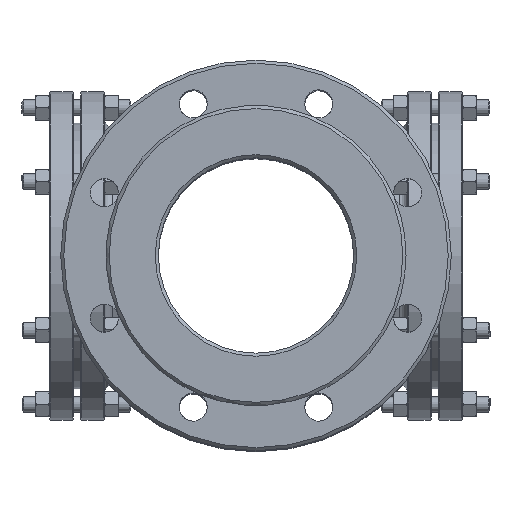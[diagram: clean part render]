
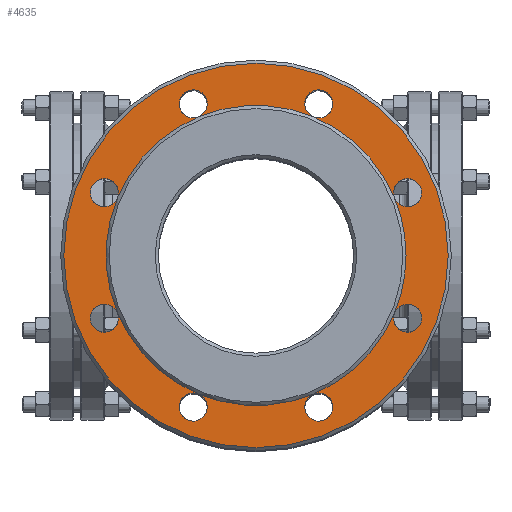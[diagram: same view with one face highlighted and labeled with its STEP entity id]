
A CAD part, top view. The second image highlights one B-rep face of the part: STEP entity #4635.
In plain terms, the highlighted planar face has unit normal (0, 0, 1).
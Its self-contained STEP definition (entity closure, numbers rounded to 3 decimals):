
#321=FACE_BOUND('',#1017,.T.);
#414=PLANE('',#5237);
#682=FACE_OUTER_BOUND('',#1016,.T.);
#1016=EDGE_LOOP('',(#3991));
#1017=EDGE_LOOP('',(#3992,#3993,#3994,#3995,#3996,#3997,#3998,#3999,#4000,
#4001,#4002,#4003,#4004,#4005,#4006,#4007,#4008,#4009,#4010,#4011,#4012,
#4013,#4014,#4015,#4016));
#1110=CIRCLE('',#4840,9.);
#1112=CIRCLE('',#4842,9.);
#1113=CIRCLE('',#4844,9.);
#1115=CIRCLE('',#4846,9.);
#1116=CIRCLE('',#4848,9.);
#1118=CIRCLE('',#4850,9.);
#1119=CIRCLE('',#4852,9.);
#1121=CIRCLE('',#4854,9.);
#1224=CIRCLE('',#5019,9.);
#1225=CIRCLE('',#5020,9.);
#1227=CIRCLE('',#5023,9.);
#1228=CIRCLE('',#5024,9.);
#1230=CIRCLE('',#5027,9.);
#1231=CIRCLE('',#5028,9.);
#1233=CIRCLE('',#5031,9.);
#1234=CIRCLE('',#5032,9.);
#1329=CIRCLE('',#5190,96.);
#1330=CIRCLE('',#5191,96.);
#1331=CIRCLE('',#5192,96.);
#1333=CIRCLE('',#5194,96.);
#1334=CIRCLE('',#5195,96.);
#1335=CIRCLE('',#5196,96.);
#1336=CIRCLE('',#5197,96.);
#1337=CIRCLE('',#5198,96.);
#1338=CIRCLE('',#5199,96.);
#1362=CIRCLE('',#5238,123.);
#1994=VERTEX_POINT('',#7945);
#1995=VERTEX_POINT('',#7946);
#1997=VERTEX_POINT('',#7953);
#1998=VERTEX_POINT('',#7954);
#2000=VERTEX_POINT('',#7961);
#2001=VERTEX_POINT('',#7962);
#2003=VERTEX_POINT('',#7969);
#2004=VERTEX_POINT('',#7970);
#2111=VERTEX_POINT('',#8957);
#2112=VERTEX_POINT('',#8958);
#2114=VERTEX_POINT('',#8965);
#2115=VERTEX_POINT('',#8966);
#2117=VERTEX_POINT('',#8973);
#2118=VERTEX_POINT('',#8974);
#2120=VERTEX_POINT('',#8981);
#2121=VERTEX_POINT('',#8982);
#2207=VERTEX_POINT('',#9312);
#2226=VERTEX_POINT('',#9976);
#2465=EDGE_CURVE('',#1994,#1995,#1110,.T.);
#2468=EDGE_CURVE('',#1995,#1994,#1112,.T.);
#2469=EDGE_CURVE('',#1997,#1998,#1113,.T.);
#2472=EDGE_CURVE('',#1998,#1997,#1115,.T.);
#2473=EDGE_CURVE('',#2000,#2001,#1116,.T.);
#2476=EDGE_CURVE('',#2001,#2000,#1118,.T.);
#2477=EDGE_CURVE('',#2003,#2004,#1119,.T.);
#2480=EDGE_CURVE('',#2004,#2003,#1121,.T.);
#2633=EDGE_CURVE('',#2111,#2112,#1224,.T.);
#2634=EDGE_CURVE('',#2112,#2111,#1225,.T.);
#2637=EDGE_CURVE('',#2114,#2115,#1227,.T.);
#2638=EDGE_CURVE('',#2115,#2114,#1228,.T.);
#2641=EDGE_CURVE('',#2117,#2118,#1230,.T.);
#2642=EDGE_CURVE('',#2118,#2117,#1231,.T.);
#2645=EDGE_CURVE('',#2120,#2121,#1233,.T.);
#2646=EDGE_CURVE('',#2121,#2120,#1234,.T.);
#2780=EDGE_CURVE('',#1997,#2114,#1329,.T.);
#2781=EDGE_CURVE('',#2114,#2111,#1330,.T.);
#2782=EDGE_CURVE('',#2111,#2207,#1331,.T.);
#2785=EDGE_CURVE('',#2207,#2120,#1333,.T.);
#2786=EDGE_CURVE('',#2120,#2117,#1334,.T.);
#2787=EDGE_CURVE('',#2117,#2000,#1335,.T.);
#2788=EDGE_CURVE('',#2003,#2000,#1336,.T.);
#2789=EDGE_CURVE('',#1994,#2003,#1337,.T.);
#2790=EDGE_CURVE('',#1997,#1994,#1338,.T.);
#2830=EDGE_CURVE('',#2226,#2226,#1362,.T.);
#3991=ORIENTED_EDGE('',*,*,#2830,.T.);
#3992=ORIENTED_EDGE('',*,*,#2780,.F.);
#3993=ORIENTED_EDGE('',*,*,#2472,.F.);
#3994=ORIENTED_EDGE('',*,*,#2469,.F.);
#3995=ORIENTED_EDGE('',*,*,#2790,.T.);
#3996=ORIENTED_EDGE('',*,*,#2468,.F.);
#3997=ORIENTED_EDGE('',*,*,#2465,.F.);
#3998=ORIENTED_EDGE('',*,*,#2789,.T.);
#3999=ORIENTED_EDGE('',*,*,#2480,.F.);
#4000=ORIENTED_EDGE('',*,*,#2477,.F.);
#4001=ORIENTED_EDGE('',*,*,#2788,.T.);
#4002=ORIENTED_EDGE('',*,*,#2476,.F.);
#4003=ORIENTED_EDGE('',*,*,#2473,.F.);
#4004=ORIENTED_EDGE('',*,*,#2787,.F.);
#4005=ORIENTED_EDGE('',*,*,#2641,.T.);
#4006=ORIENTED_EDGE('',*,*,#2642,.T.);
#4007=ORIENTED_EDGE('',*,*,#2786,.F.);
#4008=ORIENTED_EDGE('',*,*,#2645,.T.);
#4009=ORIENTED_EDGE('',*,*,#2646,.T.);
#4010=ORIENTED_EDGE('',*,*,#2785,.F.);
#4011=ORIENTED_EDGE('',*,*,#2782,.F.);
#4012=ORIENTED_EDGE('',*,*,#2633,.T.);
#4013=ORIENTED_EDGE('',*,*,#2634,.T.);
#4014=ORIENTED_EDGE('',*,*,#2781,.F.);
#4015=ORIENTED_EDGE('',*,*,#2637,.T.);
#4016=ORIENTED_EDGE('',*,*,#2638,.T.);
#4635=ADVANCED_FACE('',(#682,#321),#414,.T.);
#4840=AXIS2_PLACEMENT_3D('',#7947,#5636,#5637);
#4842=AXIS2_PLACEMENT_3D('',#7951,#5641,#5642);
#4844=AXIS2_PLACEMENT_3D('',#7955,#5645,#5646);
#4846=AXIS2_PLACEMENT_3D('',#7959,#5650,#5651);
#4848=AXIS2_PLACEMENT_3D('',#7963,#5654,#5655);
#4850=AXIS2_PLACEMENT_3D('',#7967,#5659,#5660);
#4852=AXIS2_PLACEMENT_3D('',#7971,#5663,#5664);
#4854=AXIS2_PLACEMENT_3D('',#7975,#5668,#5669);
#5019=AXIS2_PLACEMENT_3D('',#8959,#6036,#6037);
#5020=AXIS2_PLACEMENT_3D('',#8960,#6038,#6039);
#5023=AXIS2_PLACEMENT_3D('',#8967,#6045,#6046);
#5024=AXIS2_PLACEMENT_3D('',#8968,#6047,#6048);
#5027=AXIS2_PLACEMENT_3D('',#8975,#6054,#6055);
#5028=AXIS2_PLACEMENT_3D('',#8976,#6056,#6057);
#5031=AXIS2_PLACEMENT_3D('',#8983,#6063,#6064);
#5032=AXIS2_PLACEMENT_3D('',#8984,#6065,#6066);
#5190=AXIS2_PLACEMENT_3D('',#9310,#6418,#6419);
#5191=AXIS2_PLACEMENT_3D('',#9311,#6420,#6421);
#5192=AXIS2_PLACEMENT_3D('',#9313,#6422,#6423);
#5194=AXIS2_PLACEMENT_3D('',#9317,#6427,#6428);
#5195=AXIS2_PLACEMENT_3D('',#9318,#6429,#6430);
#5196=AXIS2_PLACEMENT_3D('',#9319,#6431,#6432);
#5197=AXIS2_PLACEMENT_3D('',#9320,#6433,#6434);
#5198=AXIS2_PLACEMENT_3D('',#9321,#6435,#6436);
#5199=AXIS2_PLACEMENT_3D('',#9322,#6437,#6438);
#5237=AXIS2_PLACEMENT_3D('',#9975,#6523,#6524);
#5238=AXIS2_PLACEMENT_3D('',#9977,#6525,#6526);
#5636=DIRECTION('center_axis',(0.,0.,1.));
#5637=DIRECTION('ref_axis',(1.,0.,0.));
#5641=DIRECTION('center_axis',(0.,0.,1.));
#5642=DIRECTION('ref_axis',(1.,0.,0.));
#5645=DIRECTION('center_axis',(0.,0.,1.));
#5646=DIRECTION('ref_axis',(1.,0.,0.));
#5650=DIRECTION('center_axis',(0.,0.,1.));
#5651=DIRECTION('ref_axis',(1.,0.,0.));
#5654=DIRECTION('center_axis',(0.,0.,1.));
#5655=DIRECTION('ref_axis',(1.,0.,0.));
#5659=DIRECTION('center_axis',(0.,0.,1.));
#5660=DIRECTION('ref_axis',(1.,0.,0.));
#5663=DIRECTION('center_axis',(0.,0.,1.));
#5664=DIRECTION('ref_axis',(1.,0.,0.));
#5668=DIRECTION('center_axis',(0.,0.,1.));
#5669=DIRECTION('ref_axis',(1.,0.,0.));
#6036=DIRECTION('center_axis',(0.,0.,-1.));
#6037=DIRECTION('ref_axis',(-1.,0.,0.));
#6038=DIRECTION('center_axis',(0.,0.,-1.));
#6039=DIRECTION('ref_axis',(-1.,0.,0.));
#6045=DIRECTION('center_axis',(0.,0.,-1.));
#6046=DIRECTION('ref_axis',(-1.,0.,0.));
#6047=DIRECTION('center_axis',(0.,0.,-1.));
#6048=DIRECTION('ref_axis',(-1.,0.,0.));
#6054=DIRECTION('center_axis',(0.,0.,-1.));
#6055=DIRECTION('ref_axis',(-1.,0.,0.));
#6056=DIRECTION('center_axis',(0.,0.,-1.));
#6057=DIRECTION('ref_axis',(-1.,0.,0.));
#6063=DIRECTION('center_axis',(0.,0.,-1.));
#6064=DIRECTION('ref_axis',(-1.,0.,0.));
#6065=DIRECTION('center_axis',(0.,0.,-1.));
#6066=DIRECTION('ref_axis',(-1.,0.,0.));
#6418=DIRECTION('center_axis',(0.,0.,1.));
#6419=DIRECTION('ref_axis',(-1.,0.,0.));
#6420=DIRECTION('center_axis',(0.,0.,1.));
#6421=DIRECTION('ref_axis',(-1.,0.,0.));
#6422=DIRECTION('center_axis',(0.,0.,1.));
#6423=DIRECTION('ref_axis',(-1.,0.,0.));
#6427=DIRECTION('center_axis',(0.,0.,1.));
#6428=DIRECTION('ref_axis',(-1.,0.,0.));
#6429=DIRECTION('center_axis',(0.,0.,1.));
#6430=DIRECTION('ref_axis',(-1.,0.,0.));
#6431=DIRECTION('center_axis',(0.,0.,1.));
#6432=DIRECTION('ref_axis',(-1.,0.,0.));
#6433=DIRECTION('center_axis',(0.,0.,-1.));
#6434=DIRECTION('ref_axis',(1.,0.,0.));
#6435=DIRECTION('center_axis',(0.,0.,-1.));
#6436=DIRECTION('ref_axis',(1.,0.,0.));
#6437=DIRECTION('center_axis',(0.,0.,-1.));
#6438=DIRECTION('ref_axis',(1.,0.,0.));
#6523=DIRECTION('center_axis',(0.,0.,1.));
#6524=DIRECTION('ref_axis',(1.,0.,0.));
#6525=DIRECTION('center_axis',(0.,0.,1.));
#6526=DIRECTION('ref_axis',(1.,0.,0.));
#7945=CARTESIAN_POINT('',(-88.692,-36.738,398.));
#7946=CARTESIAN_POINT('',(-106.007,-40.182,398.));
#7947=CARTESIAN_POINT('Origin',(-97.007,-40.182,398.));
#7951=CARTESIAN_POINT('Origin',(-97.007,-40.182,398.));
#7953=CARTESIAN_POINT('',(-36.738,-88.692,398.));
#7954=CARTESIAN_POINT('',(-49.182,-97.007,398.));
#7955=CARTESIAN_POINT('Origin',(-40.182,-97.007,398.));
#7959=CARTESIAN_POINT('Origin',(-40.182,-97.007,398.));
#7961=CARTESIAN_POINT('',(-36.738,88.692,398.));
#7962=CARTESIAN_POINT('',(-49.182,97.007,398.));
#7963=CARTESIAN_POINT('Origin',(-40.182,97.007,398.));
#7967=CARTESIAN_POINT('Origin',(-40.182,97.007,398.));
#7969=CARTESIAN_POINT('',(-88.692,36.738,398.));
#7970=CARTESIAN_POINT('',(-106.007,40.182,398.));
#7971=CARTESIAN_POINT('Origin',(-97.007,40.182,398.));
#7975=CARTESIAN_POINT('Origin',(-97.007,40.182,398.));
#8957=CARTESIAN_POINT('',(88.692,-36.738,398.));
#8958=CARTESIAN_POINT('',(106.007,-40.182,398.));
#8959=CARTESIAN_POINT('Origin',(97.007,-40.182,398.));
#8960=CARTESIAN_POINT('Origin',(97.007,-40.182,398.));
#8965=CARTESIAN_POINT('',(36.738,-88.692,398.));
#8966=CARTESIAN_POINT('',(49.182,-97.007,398.));
#8967=CARTESIAN_POINT('Origin',(40.182,-97.007,398.));
#8968=CARTESIAN_POINT('Origin',(40.182,-97.007,398.));
#8973=CARTESIAN_POINT('',(36.738,88.692,398.));
#8974=CARTESIAN_POINT('',(49.182,97.007,398.));
#8975=CARTESIAN_POINT('Origin',(40.182,97.007,398.));
#8976=CARTESIAN_POINT('Origin',(40.182,97.007,398.));
#8981=CARTESIAN_POINT('',(88.692,36.738,398.));
#8982=CARTESIAN_POINT('',(106.007,40.182,398.));
#8983=CARTESIAN_POINT('Origin',(97.007,40.182,398.));
#8984=CARTESIAN_POINT('Origin',(97.007,40.182,398.));
#9310=CARTESIAN_POINT('Origin',(0.,0.,398.));
#9311=CARTESIAN_POINT('Origin',(0.,0.,398.));
#9312=CARTESIAN_POINT('',(96.,0.,398.));
#9313=CARTESIAN_POINT('Origin',(0.,0.,398.));
#9317=CARTESIAN_POINT('Origin',(0.,0.,398.));
#9318=CARTESIAN_POINT('Origin',(0.,0.,398.));
#9319=CARTESIAN_POINT('Origin',(0.,0.,398.));
#9320=CARTESIAN_POINT('Origin',(0.,0.,398.));
#9321=CARTESIAN_POINT('Origin',(0.,0.,398.));
#9322=CARTESIAN_POINT('Origin',(0.,0.,398.));
#9975=CARTESIAN_POINT('Origin',(0.,0.,398.));
#9976=CARTESIAN_POINT('',(123.,0.,398.));
#9977=CARTESIAN_POINT('Origin',(0.,0.,398.));
